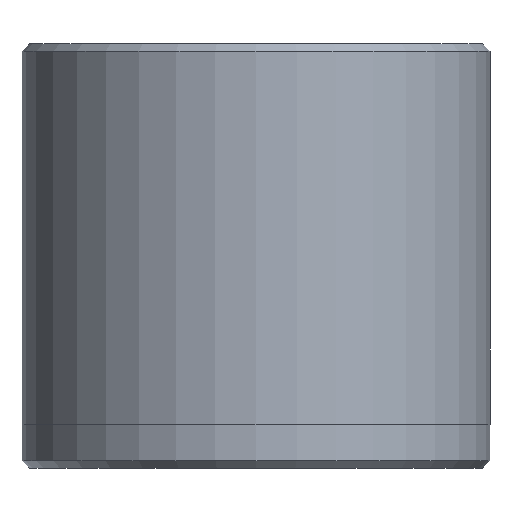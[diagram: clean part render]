
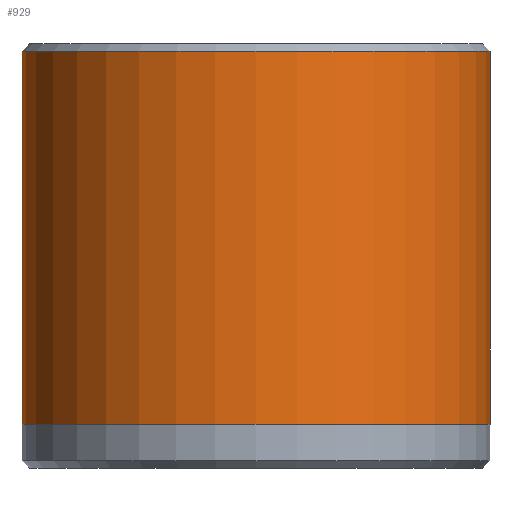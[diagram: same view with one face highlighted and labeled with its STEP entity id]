
A CAD part, front view. The second image highlights one B-rep face of the part: STEP entity #929.
In plain terms, the highlighted cylindrical face has radius 16 mm (diameter 32 mm), a partial arc.
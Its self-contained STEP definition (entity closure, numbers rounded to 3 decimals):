
#70 = DIRECTION ( 'NONE',  ( 0., 0., -1. ) ) ;
#79 = EDGE_CURVE ( 'NONE', #1189, #1465, #472, .T. ) ;
#88 = DIRECTION ( 'NONE',  ( 0., 0., -1. ) ) ;
#193 = VERTEX_POINT ( 'NONE', #290 ) ;
#219 = EDGE_CURVE ( 'NONE', #1498, #1465, #956, .T. ) ;
#238 = ORIENTED_EDGE ( 'NONE', *, *, #253, .T. ) ;
#250 = DIRECTION ( 'NONE',  ( 0., 0., -1. ) ) ;
#253 = EDGE_CURVE ( 'NONE', #193, #1189, #1571, .T. ) ;
#286 = ORIENTED_EDGE ( 'NONE', *, *, #219, .F. ) ;
#290 = CARTESIAN_POINT ( 'NONE',  ( 16., 0., 28.5 ) ) ;
#442 = CARTESIAN_POINT ( 'NONE',  ( -16., 0., 3. ) ) ;
#466 = CARTESIAN_POINT ( 'NONE',  ( 16., 0., 29. ) ) ;
#468 = DIRECTION ( 'NONE',  ( -1., 0., 0. ) ) ;
#472 = LINE ( 'NONE', #836, #1303 ) ;
#510 = DIRECTION ( 'NONE',  ( 1., 0., 0. ) ) ;
#582 = CARTESIAN_POINT ( 'NONE',  ( 0., 0., 29. ) ) ;
#595 = CARTESIAN_POINT ( 'NONE',  ( -16., 0., 28.5 ) ) ;
#624 = DIRECTION ( 'NONE',  ( -1., 0., 0. ) ) ;
#633 = DIRECTION ( 'NONE',  ( 0., 0., -1. ) ) ;
#638 = AXIS2_PLACEMENT_3D ( 'NONE', #997, #250, #624 ) ;
#649 = CARTESIAN_POINT ( 'NONE',  ( 16., 0., 3. ) ) ;
#754 = VECTOR ( 'NONE', #70, 1000. ) ;
#817 = CYLINDRICAL_SURFACE ( 'NONE', #1456, 16. ) ;
#836 = CARTESIAN_POINT ( 'NONE',  ( -16., 0., 29. ) ) ;
#929 = ADVANCED_FACE ( 'NONE', ( #1247 ), #817, .T. ) ;
#956 = CIRCLE ( 'NONE', #638, 16. ) ;
#997 = CARTESIAN_POINT ( 'NONE',  ( 0., 0., 3. ) ) ;
#1005 = EDGE_LOOP ( 'NONE', ( #1341, #238, #1182, #286 ) ) ;
#1079 = EDGE_CURVE ( 'NONE', #193, #1498, #1604, .T. ) ;
#1136 = AXIS2_PLACEMENT_3D ( 'NONE', #1243, #633, #510 ) ;
#1182 = ORIENTED_EDGE ( 'NONE', *, *, #79, .T. ) ;
#1189 = VERTEX_POINT ( 'NONE', #595 ) ;
#1243 = CARTESIAN_POINT ( 'NONE',  ( 0., 0., 28.5 ) ) ;
#1247 = FACE_OUTER_BOUND ( 'NONE', #1005, .T. ) ;
#1303 = VECTOR ( 'NONE', #1463, 1000. ) ;
#1341 = ORIENTED_EDGE ( 'NONE', *, *, #1079, .F. ) ;
#1456 = AXIS2_PLACEMENT_3D ( 'NONE', #582, #88, #468 ) ;
#1463 = DIRECTION ( 'NONE',  ( 0., 0., -1. ) ) ;
#1465 = VERTEX_POINT ( 'NONE', #442 ) ;
#1498 = VERTEX_POINT ( 'NONE', #649 ) ;
#1571 = CIRCLE ( 'NONE', #1136, 16. ) ;
#1604 = LINE ( 'NONE', #466, #754 ) ;
